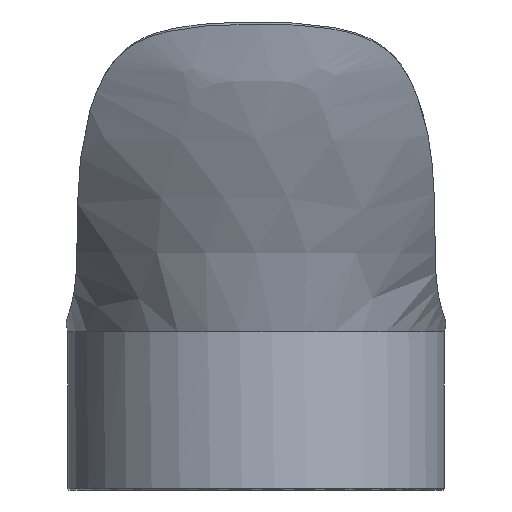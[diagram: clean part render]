
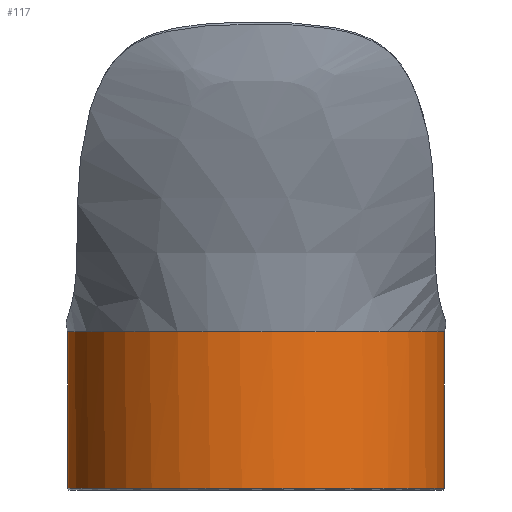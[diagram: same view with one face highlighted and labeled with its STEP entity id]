
A CAD part, left-side view. The second image highlights one B-rep face of the part: STEP entity #117.
In plain terms, the highlighted cylindrical face has radius 23.85 mm (diameter 47.7 mm), a full revolution.
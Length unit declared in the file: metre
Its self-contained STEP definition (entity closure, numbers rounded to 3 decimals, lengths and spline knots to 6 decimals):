
#21=B_SPLINE_CURVE_WITH_KNOTS('',3,(#285,#286,#287,#288,#289,#290,#291,
#292,#293,#294,#295,#296,#297,#298,#299,#300,#301,#302,#303,#304,#305,#306,
#307,#308,#309,#310,#311,#312,#313,#314,#315,#316,#317,#318,#319,#320,#321,
#322,#323,#324,#325,#326,#327,#328,#329,#330,#331,#332,#333,#334,#335,#336,
#337,#338,#339,#340,#341,#342,#343,#344,#345,#346,#347,#348,#349,#350,#351,
#352,#353,#354),.UNSPECIFIED.,.F.,.F.,(4,1,1,1,1,1,1,1,1,1,1,1,1,1,1,1,
1,1,1,1,1,1,1,1,1,1,1,1,1,1,1,1,1,1,1,1,1,1,1,1,1,1,1,1,1,1,1,1,1,1,1,1,
1,1,1,1,1,1,1,1,1,1,1,1,1,1,1,4),(0.,0.03125,0.0625,0.09375,0.109375,0.117188,
0.125,0.132813,0.140625,0.15625,0.1875,0.203125,0.21875,0.226563,0.234375,
0.242188,0.246094,0.248047,0.25,0.251953,0.253906,0.257813,
0.265625,0.273438,0.28125,0.296875,0.3125,0.34375,0.359375,0.367188,0.371094,
0.375,0.378906,0.382813,0.390625,0.40625,0.4375,0.46875,0.5,0.53125,
0.5625,0.59375,0.625,0.640625,0.65625,0.6875,0.703125,0.71875,0.734375,
0.742188,0.746094,0.75,0.753906,0.757813,0.765625,0.78125,0.796875,
0.8125,0.84375,0.859375,0.867188,0.875,0.882813,0.890625,0.90625,0.9375,
0.96875,1.),.UNSPECIFIED.);
#29=ORIENTED_EDGE('',*,*,#53,.T.);
#30=ORIENTED_EDGE('',*,*,#54,.T.);
#31=ORIENTED_EDGE('',*,*,#55,.T.);
#53=EDGE_CURVE('',#65,#65,#74,.T.);
#54=EDGE_CURVE('',#66,#67,#75,.T.);
#55=EDGE_CURVE('',#67,#66,#21,.T.);
#65=VERTEX_POINT('',#281);
#66=VERTEX_POINT('',#283);
#67=VERTEX_POINT('',#284);
#74=CIRCLE('',#143,0.02385);
#75=CIRCLE('',#144,0.02385);
#80=EDGE_LOOP('',(#29));
#81=EDGE_LOOP('',(#30,#31));
#98=FACE_BOUND('',#80,.T.);
#99=FACE_BOUND('',#81,.T.);
#115=CYLINDRICAL_SURFACE('',#142,0.02385);
#117=ADVANCED_FACE('',(#98,#99),#115,.T.);
#142=AXIS2_PLACEMENT_3D('',#279,#158,#159);
#143=AXIS2_PLACEMENT_3D('',#280,#160,#161);
#144=AXIS2_PLACEMENT_3D('',#282,#162,#163);
#158=DIRECTION('',(0.,0.,-1.));
#159=DIRECTION('',(-1.,0.,0.));
#160=DIRECTION('',(0.,0.,1.));
#161=DIRECTION('',(1.,0.,0.));
#162=DIRECTION('',(0.,0.,-1.));
#163=DIRECTION('',(-1.,0.,0.));
#279=CARTESIAN_POINT('',(0.,0.,0.031776));
#280=CARTESIAN_POINT('',(0.,0.,0.0002));
#281=CARTESIAN_POINT('',(0.02385,0.,0.0002));
#282=CARTESIAN_POINT('',(0.,0.,0.02));
#283=CARTESIAN_POINT('',(0.009217,-0.021997,0.02));
#284=CARTESIAN_POINT('',(0.009231,0.021991,0.02));
#285=CARTESIAN_POINT('',(0.009231,0.021991,0.02));
#286=CARTESIAN_POINT('',(0.009759,0.021769,0.019976));
#287=CARTESIAN_POINT('',(0.010805,0.021286,0.019932));
#288=CARTESIAN_POINT('',(0.012336,0.020437,0.019877));
#289=CARTESIAN_POINT('',(0.013567,0.019632,0.019842));
#290=CARTESIAN_POINT('',(0.01441,0.019009,0.019821));
#291=CARTESIAN_POINT('',(0.014872,0.018647,0.019811));
#292=CARTESIAN_POINT('',(0.015247,0.018342,0.019804));
#293=CARTESIAN_POINT('',(0.015493,0.018134,0.0198));
#294=CARTESIAN_POINT('',(0.015874,0.017804,0.019793));
#295=CARTESIAN_POINT('',(0.016532,0.017204,0.019784));
#296=CARTESIAN_POINT('',(0.017318,0.016417,0.019774));
#297=CARTESIAN_POINT('',(0.018111,0.015527,0.019767));
#298=CARTESIAN_POINT('',(0.018607,0.014925,0.019763));
#299=CARTESIAN_POINT('',(0.019002,0.014416,0.019761));
#300=CARTESIAN_POINT('',(0.019297,0.014019,0.019759));
#301=CARTESIAN_POINT('',(0.019539,0.013679,0.019758));
#302=CARTESIAN_POINT('',(0.019711,0.013429,0.019757));
#303=CARTESIAN_POINT('',(0.019803,0.013292,0.019757));
#304=CARTESIAN_POINT('',(0.019887,0.013165,0.019757));
#305=CARTESIAN_POINT('',(0.019911,0.01313,0.019757));
#306=CARTESIAN_POINT('',(0.019964,0.013048,0.019756));
#307=CARTESIAN_POINT('',(0.02005,0.012916,0.019756));
#308=CARTESIAN_POINT('',(0.020183,0.012708,0.019756));
#309=CARTESIAN_POINT('',(0.020349,0.01244,0.019756));
#310=CARTESIAN_POINT('',(0.020582,0.012054,0.019755));
#311=CARTESIAN_POINT('',(0.020889,0.011518,0.019755));
#312=CARTESIAN_POINT('',(0.021407,0.010542,0.019756));
#313=CARTESIAN_POINT('',(0.021948,0.009378,0.019757));
#314=CARTESIAN_POINT('',(0.022405,0.008192,0.019758));
#315=CARTESIAN_POINT('',(0.022625,0.007549,0.019759));
#316=CARTESIAN_POINT('',(0.022745,0.007178,0.01976));
#317=CARTESIAN_POINT('',(0.02284,0.006867,0.01976));
#318=CARTESIAN_POINT('',(0.022904,0.006651,0.01976));
#319=CARTESIAN_POINT('',(0.022995,0.006332,0.019761));
#320=CARTESIAN_POINT('',(0.02314,0.005791,0.019762));
#321=CARTESIAN_POINT('',(0.023394,0.004716,0.019763));
#322=CARTESIAN_POINT('',(0.023651,0.003236,0.019765));
#323=CARTESIAN_POINT('',(0.023818,0.001549,0.019766));
#324=CARTESIAN_POINT('',(0.023866,-0.000015,0.019767));
#325=CARTESIAN_POINT('',(0.023819,-0.00152,0.019766));
#326=CARTESIAN_POINT('',(0.023656,-0.003203,0.019765));
#327=CARTESIAN_POINT('',(0.023345,-0.004997,0.019763));
#328=CARTESIAN_POINT('',(0.02295,-0.006554,0.019761));
#329=CARTESIAN_POINT('',(0.022513,-0.007895,0.019758));
#330=CARTESIAN_POINT('',(0.022053,-0.009122,0.019757));
#331=CARTESIAN_POINT('',(0.021551,-0.010246,0.019755));
#332=CARTESIAN_POINT('',(0.021032,-0.011256,0.019755));
#333=CARTESIAN_POINT('',(0.02064,-0.011959,0.019755));
#334=CARTESIAN_POINT('',(0.020312,-0.012504,0.019756));
#335=CARTESIAN_POINT('',(0.020088,-0.012857,0.019756));
#336=CARTESIAN_POINT('',(0.019955,-0.013063,0.019756));
#337=CARTESIAN_POINT('',(0.019875,-0.013185,0.019756));
#338=CARTESIAN_POINT('',(0.019719,-0.013416,0.019757));
#339=CARTESIAN_POINT('',(0.019537,-0.013681,0.019757));
#340=CARTESIAN_POINT('',(0.019202,-0.014153,0.019759));
#341=CARTESIAN_POINT('',(0.018722,-0.014785,0.019761));
#342=CARTESIAN_POINT('',(0.018134,-0.0155,0.019766));
#343=CARTESIAN_POINT('',(0.017346,-0.016387,0.019773));
#344=CARTESIAN_POINT('',(0.016552,-0.017186,0.019783));
#345=CARTESIAN_POINT('',(0.015874,-0.017803,0.019793));
#346=CARTESIAN_POINT('',(0.015479,-0.018146,0.0198));
#347=CARTESIAN_POINT('',(0.015218,-0.018366,0.019805));
#348=CARTESIAN_POINT('',(0.014834,-0.018677,0.019812));
#349=CARTESIAN_POINT('',(0.014361,-0.019046,0.019822));
#350=CARTESIAN_POINT('',(0.013502,-0.019676,0.019843));
#351=CARTESIAN_POINT('',(0.012263,-0.02048,0.019879));
#352=CARTESIAN_POINT('',(0.01075,-0.021313,0.019933));
#353=CARTESIAN_POINT('',(0.009736,-0.021779,0.019977));
#354=CARTESIAN_POINT('',(0.009229,-0.021992,0.02));
